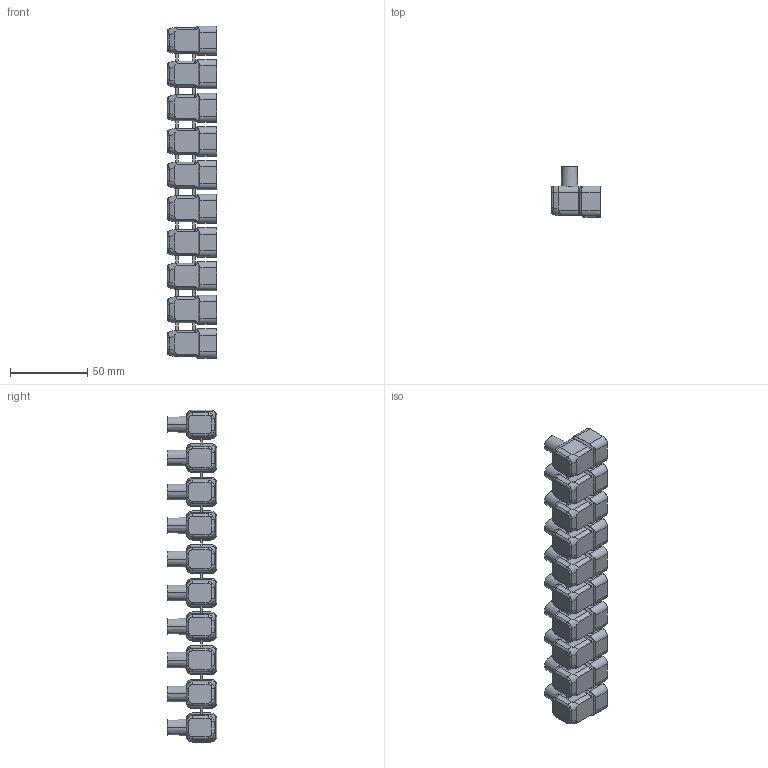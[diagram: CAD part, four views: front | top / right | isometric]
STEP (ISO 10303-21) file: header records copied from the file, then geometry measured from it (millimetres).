
FILE_DESCRIPTION (( 'STEP AP203' ), '1' );
FILE_NAME ('995.STEP', '2026-02-18T13:08:16', ( '' ), ( '' ), 'SwSTEP 2.0', 'SolidWorks 2025', '' );
FILE_SCHEMA (( 'CONFIG_CONTROL_DESIGN' ));
Length unit declared in the file: millimetre
Products named in the file (4): SABUS995; 995; S995; SAGRFE816
Assembly tree (21 placements, depth 2):
  995
    S995
    SABUS995  x10
    SAGRFE816  x10
Bounding box: 31.8 x 32.3 x 215 mm (x, y, z)
Volume: 45758.7 mm3; surface area: 69855.8 mm2
Topology: 33 solids, 33 shells, 2055 faces, 5360 edges, 3370 vertices
Faces by surface type: cylinder 920, plane 672, bspline 310, torus 80, cone 73
Entity records: 56748 total; most frequent: CARTESIAN_POINT 25016, ORIENTED_EDGE 6936, DIRECTION 6020, EDGE_CURVE 3468, VERTEX_POINT 2137, AXIS2_PLACEMENT_3D 2091, VECTOR 1838, LINE 1838
